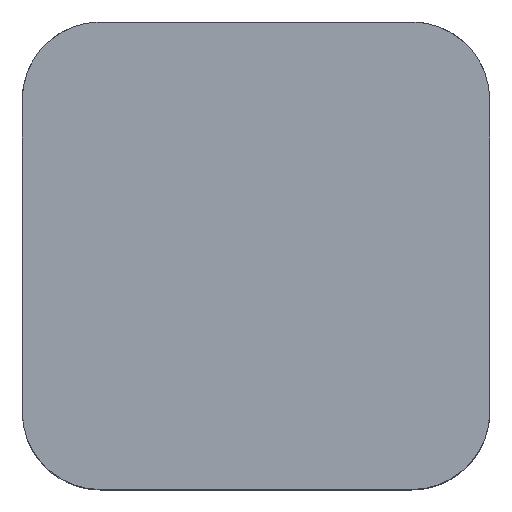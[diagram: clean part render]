
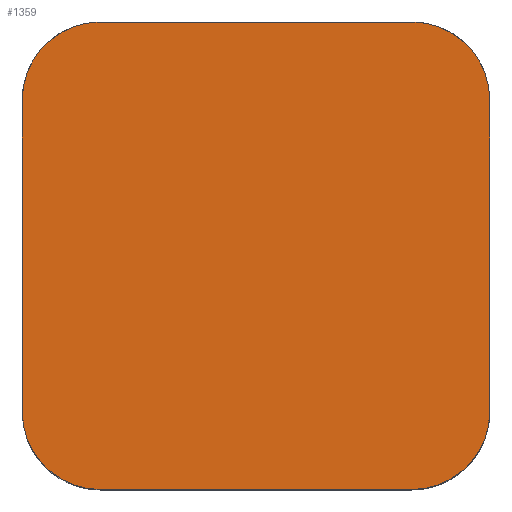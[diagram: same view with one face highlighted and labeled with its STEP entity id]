
A CAD part, top view. The second image highlights one B-rep face of the part: STEP entity #1359.
In plain terms, the highlighted planar face has unit normal (0, 0, 1).
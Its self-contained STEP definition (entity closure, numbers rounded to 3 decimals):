
#27 = DIRECTION ( 'NONE',  ( 1., 0., 0. ) ) ;
#40 = ORIENTED_EDGE ( 'NONE', *, *, #567, .T. ) ;
#58 = VECTOR ( 'NONE', #801, 1000. ) ;
#68 = CARTESIAN_POINT ( 'NONE',  ( -5., -5., 10. ) ) ;
#91 = LINE ( 'NONE', #1137, #628 ) ;
#125 = DIRECTION ( 'NONE',  ( 0., 0., 1. ) ) ;
#147 = VERTEX_POINT ( 'NONE', #382 ) ;
#231 = EDGE_CURVE ( 'NONE', #147, #732, #527, .T. ) ;
#238 = ORIENTED_EDGE ( 'NONE', *, *, #1005, .T. ) ;
#247 = EDGE_CURVE ( 'NONE', #456, #1279, #496, .T. ) ;
#259 = DIRECTION ( 'NONE',  ( 0., 0., 1. ) ) ;
#353 = VECTOR ( 'NONE', #586, 1000. ) ;
#382 = CARTESIAN_POINT ( 'NONE',  ( -7.5, -5., 10. ) ) ;
#384 = VERTEX_POINT ( 'NONE', #390 ) ;
#390 = CARTESIAN_POINT ( 'NONE',  ( 5., -7.5, 10. ) ) ;
#443 = ORIENTED_EDGE ( 'NONE', *, *, #969, .T. ) ;
#456 = VERTEX_POINT ( 'NONE', #1268 ) ;
#471 = VERTEX_POINT ( 'NONE', #579 ) ;
#495 = CARTESIAN_POINT ( 'NONE',  ( 7.5, -5., 10. ) ) ;
#496 = CIRCLE ( 'NONE', #1235, 2.5 ) ;
#527 = CIRCLE ( 'NONE', #1165, 2.5 ) ;
#544 = ORIENTED_EDGE ( 'NONE', *, *, #591, .T. ) ;
#563 = DIRECTION ( 'NONE',  ( 1., 0., 0. ) ) ;
#565 = ORIENTED_EDGE ( 'NONE', *, *, #247, .T. ) ;
#567 = EDGE_CURVE ( 'NONE', #384, #471, #1327, .T. ) ;
#579 = CARTESIAN_POINT ( 'NONE',  ( 7.5, -5., 10. ) ) ;
#586 = DIRECTION ( 'NONE',  ( -1., 0., 0. ) ) ;
#591 = EDGE_CURVE ( 'NONE', #1129, #1237, #715, .T. ) ;
#594 = LINE ( 'NONE', #495, #58 ) ;
#617 = ORIENTED_EDGE ( 'NONE', *, *, #994, .T. ) ;
#628 = VECTOR ( 'NONE', #905, 1000. ) ;
#634 = FACE_OUTER_BOUND ( 'NONE', #1203, .T. ) ;
#651 = CARTESIAN_POINT ( 'NONE',  ( -7.5, 5., 10. ) ) ;
#653 = CARTESIAN_POINT ( 'NONE',  ( -7.5, 5., 10. ) ) ;
#699 = AXIS2_PLACEMENT_3D ( 'NONE', #1139, #1229, #892 ) ;
#715 = CIRCLE ( 'NONE', #1208, 2.5 ) ;
#724 = CARTESIAN_POINT ( 'NONE',  ( 7.5, 5., 10. ) ) ;
#727 = EDGE_CURVE ( 'NONE', #1279, #147, #889, .T. ) ;
#732 = VERTEX_POINT ( 'NONE', #972 ) ;
#801 = DIRECTION ( 'NONE',  ( 0., 1., 0. ) ) ;
#887 = PLANE ( 'NONE',  #1277 ) ;
#889 = LINE ( 'NONE', #651, #1128 ) ;
#892 = DIRECTION ( 'NONE',  ( 1., 0., 0. ) ) ;
#905 = DIRECTION ( 'NONE',  ( 1., 0., 0. ) ) ;
#908 = LINE ( 'NONE', #1236, #353 ) ;
#939 = DIRECTION ( 'NONE',  ( 0., 0., 1. ) ) ;
#969 = EDGE_CURVE ( 'NONE', #1237, #456, #908, .T. ) ;
#972 = CARTESIAN_POINT ( 'NONE',  ( -5., -7.5, 10. ) ) ;
#994 = EDGE_CURVE ( 'NONE', #732, #384, #91, .T. ) ;
#1005 = EDGE_CURVE ( 'NONE', #471, #1129, #594, .T. ) ;
#1053 = DIRECTION ( 'NONE',  ( 1., 0., 0. ) ) ;
#1128 = VECTOR ( 'NONE', #1189, 1000. ) ;
#1129 = VERTEX_POINT ( 'NONE', #724 ) ;
#1137 = CARTESIAN_POINT ( 'NONE',  ( -5., -7.5, 10. ) ) ;
#1139 = CARTESIAN_POINT ( 'NONE',  ( 5., -5., 10. ) ) ;
#1165 = AXIS2_PLACEMENT_3D ( 'NONE', #68, #125, #27 ) ;
#1179 = CARTESIAN_POINT ( 'NONE',  ( 5., 7.5, 10. ) ) ;
#1189 = DIRECTION ( 'NONE',  ( 0., -1., 0. ) ) ;
#1203 = EDGE_LOOP ( 'NONE', ( #544, #443, #565, #1226, #1323, #617, #40, #238 ) ) ;
#1208 = AXIS2_PLACEMENT_3D ( 'NONE', #1211, #259, #563 ) ;
#1211 = CARTESIAN_POINT ( 'NONE',  ( 5., 5., 10. ) ) ;
#1226 = ORIENTED_EDGE ( 'NONE', *, *, #727, .T. ) ;
#1229 = DIRECTION ( 'NONE',  ( 0., 0., 1. ) ) ;
#1235 = AXIS2_PLACEMENT_3D ( 'NONE', #1297, #1294, #1290 ) ;
#1236 = CARTESIAN_POINT ( 'NONE',  ( 5., 7.5, 10. ) ) ;
#1237 = VERTEX_POINT ( 'NONE', #1179 ) ;
#1247 = CARTESIAN_POINT ( 'NONE',  ( 5., 5., 10. ) ) ;
#1268 = CARTESIAN_POINT ( 'NONE',  ( -5., 7.5, 10. ) ) ;
#1277 = AXIS2_PLACEMENT_3D ( 'NONE', #1247, #939, #1053 ) ;
#1279 = VERTEX_POINT ( 'NONE', #653 ) ;
#1290 = DIRECTION ( 'NONE',  ( 1., 0., 0. ) ) ;
#1294 = DIRECTION ( 'NONE',  ( 0., 0., 1. ) ) ;
#1297 = CARTESIAN_POINT ( 'NONE',  ( -5., 5., 10. ) ) ;
#1323 = ORIENTED_EDGE ( 'NONE', *, *, #231, .T. ) ;
#1327 = CIRCLE ( 'NONE', #699, 2.5 ) ;
#1359 = ADVANCED_FACE ( 'NONE', ( #634 ), #887, .T. ) ;
